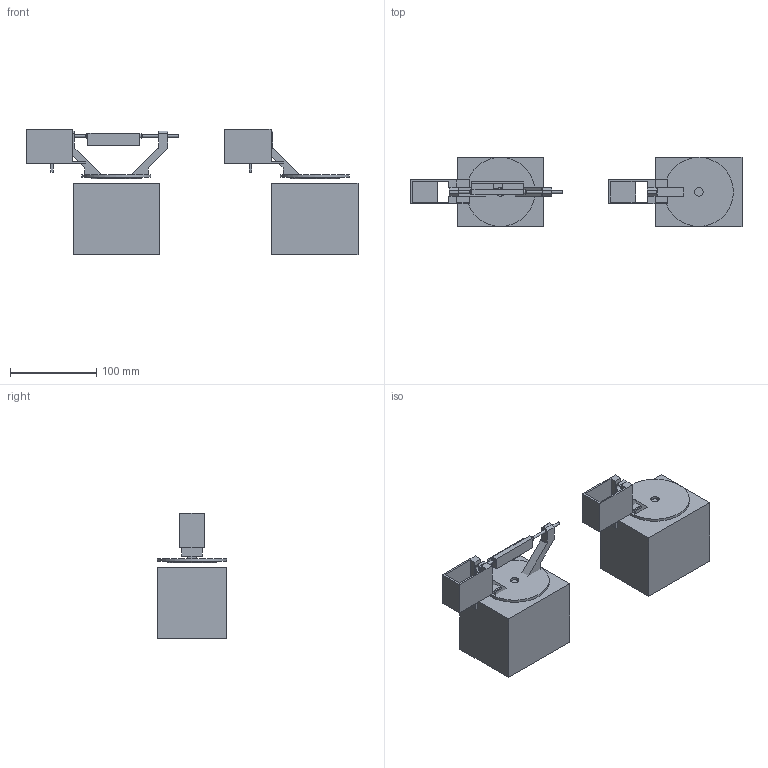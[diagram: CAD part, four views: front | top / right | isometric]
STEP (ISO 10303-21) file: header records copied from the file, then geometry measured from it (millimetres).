
FILE_DESCRIPTION(('HOOPS Exchange Step'),'2;1');
FILE_NAME('temp_export','2024-09-02T19:10:44+06:-30',('mobile'),('Shapr3D Limited'),'HOOPS Exchange 2024.2','Shapr3D','Authorized');
FILE_SCHEMA( ('AP242_MANAGED_MODEL_BASED_3D_ENGINEERING_MIM_LF {1 0 10303 442 1 1 4 }') );
Length unit declared in the file: millimetre
Products named in the file (1): root
Bounding box: 384.82 x 80 x 146 mm (x, y, z)
Volume: 310659.7 mm3; surface area: 213375.7 mm2
Topology: 9 solids, 9 shells, 169 faces, 447 edges, 303 vertices
Faces by surface type: plane 141, cylinder 19, cone 9
Full cylindrical faces by diameter (mm): 3 x2, 4.405 x4, 5 x3, 8 x2, 10 x2, 20 x2, 50 x2, 80 x2
Entity records: 5321 total; most frequent: CARTESIAN_POINT 921, ORIENTED_EDGE 894, DIRECTION 864, EDGE_CURVE 447, VECTOR 372, LINE 372, VERTEX_POINT 303, AXIS2_PLACEMENT_3D 246
